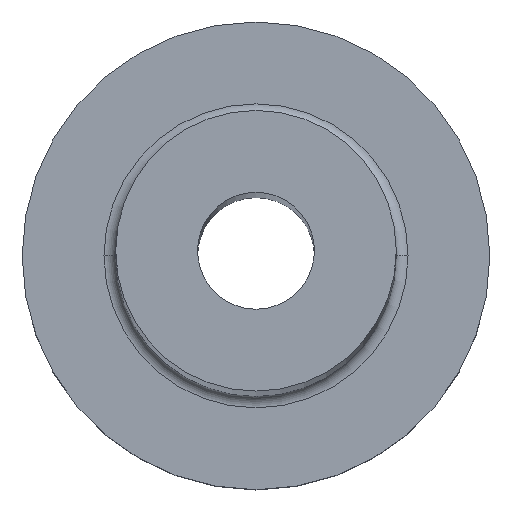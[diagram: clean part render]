
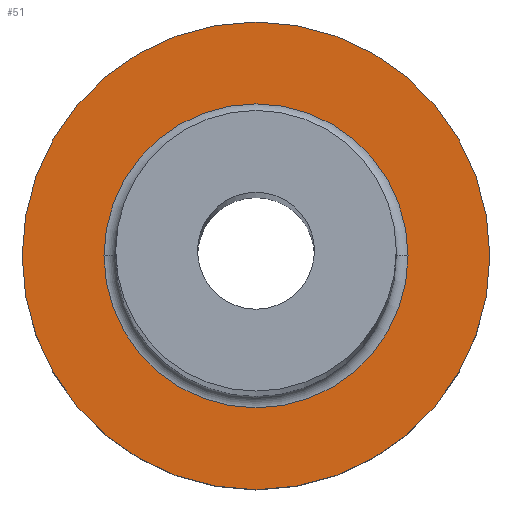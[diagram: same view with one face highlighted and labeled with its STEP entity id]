
A CAD part, top view. The second image highlights one B-rep face of the part: STEP entity #51.
In plain terms, the highlighted planar face has unit normal (0, 0, 1).
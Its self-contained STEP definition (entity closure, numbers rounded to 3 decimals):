
#4 = DIRECTION ( 'NONE',  ( 1., 0., 0. ) ) ;
#15 = EDGE_CURVE ( 'NONE', #307, #232, #152, .T. ) ;
#20 = DIRECTION ( 'NONE',  ( 1., 0., 0. ) ) ;
#26 = DIRECTION ( 'NONE',  ( 1., 0., 0. ) ) ;
#27 = CARTESIAN_POINT ( 'NONE',  ( -6.5, 0., 7. ) ) ;
#50 = CARTESIAN_POINT ( 'NONE',  ( 0., 0., 7. ) ) ;
#51 = ADVANCED_FACE ( 'NONE', ( #268, #147 ), #56, .T. ) ;
#56 = PLANE ( 'NONE',  #300 ) ;
#59 = DIRECTION ( 'NONE',  ( 0., 0., -1. ) ) ;
#62 = DIRECTION ( 'NONE',  ( 0., 0., 1. ) ) ;
#72 = AXIS2_PLACEMENT_3D ( 'NONE', #87, #59, #4 ) ;
#79 = AXIS2_PLACEMENT_3D ( 'NONE', #50, #328, #26 ) ;
#87 = CARTESIAN_POINT ( 'NONE',  ( 0., 0., 7. ) ) ;
#96 = EDGE_CURVE ( 'NONE', #227, #165, #107, .T. ) ;
#99 = ORIENTED_EDGE ( 'NONE', *, *, #96, .T. ) ;
#104 = ORIENTED_EDGE ( 'NONE', *, *, #15, .T. ) ;
#107 = CIRCLE ( 'NONE', #358, 10. ) ;
#108 = CARTESIAN_POINT ( 'NONE',  ( 0., 0., 7. ) ) ;
#143 = ORIENTED_EDGE ( 'NONE', *, *, #260, .T. ) ;
#147 = FACE_OUTER_BOUND ( 'NONE', #349, .T. ) ;
#152 = CIRCLE ( 'NONE', #79, 6.5 ) ;
#165 = VERTEX_POINT ( 'NONE', #303 ) ;
#171 = EDGE_LOOP ( 'NONE', ( #236, #104 ) ) ;
#177 = DIRECTION ( 'NONE',  ( 1., 0., 0. ) ) ;
#191 = CARTESIAN_POINT ( 'NONE',  ( 6.5, 0., 7. ) ) ;
#203 = CIRCLE ( 'NONE', #72, 6.5 ) ;
#227 = VERTEX_POINT ( 'NONE', #361 ) ;
#232 = VERTEX_POINT ( 'NONE', #191 ) ;
#236 = ORIENTED_EDGE ( 'NONE', *, *, #332, .T. ) ;
#260 = EDGE_CURVE ( 'NONE', #165, #227, #276, .T. ) ;
#268 = FACE_BOUND ( 'NONE', #171, .T. ) ;
#276 = CIRCLE ( 'NONE', #375, 10. ) ;
#279 = DIRECTION ( 'NONE',  ( 1., 0., 0. ) ) ;
#300 = AXIS2_PLACEMENT_3D ( 'NONE', #378, #324, #177 ) ;
#303 = CARTESIAN_POINT ( 'NONE',  ( -10., 0., 7. ) ) ;
#307 = VERTEX_POINT ( 'NONE', #27 ) ;
#324 = DIRECTION ( 'NONE',  ( 0., 0., 1. ) ) ;
#328 = DIRECTION ( 'NONE',  ( 0., 0., -1. ) ) ;
#331 = CARTESIAN_POINT ( 'NONE',  ( 0., 0., 7. ) ) ;
#332 = EDGE_CURVE ( 'NONE', #232, #307, #203, .T. ) ;
#349 = EDGE_LOOP ( 'NONE', ( #143, #99 ) ) ;
#358 = AXIS2_PLACEMENT_3D ( 'NONE', #108, #381, #20 ) ;
#361 = CARTESIAN_POINT ( 'NONE',  ( 10., 0., 7. ) ) ;
#375 = AXIS2_PLACEMENT_3D ( 'NONE', #331, #62, #279 ) ;
#378 = CARTESIAN_POINT ( 'NONE',  ( 0., 0., 7. ) ) ;
#381 = DIRECTION ( 'NONE',  ( 0., 0., 1. ) ) ;
